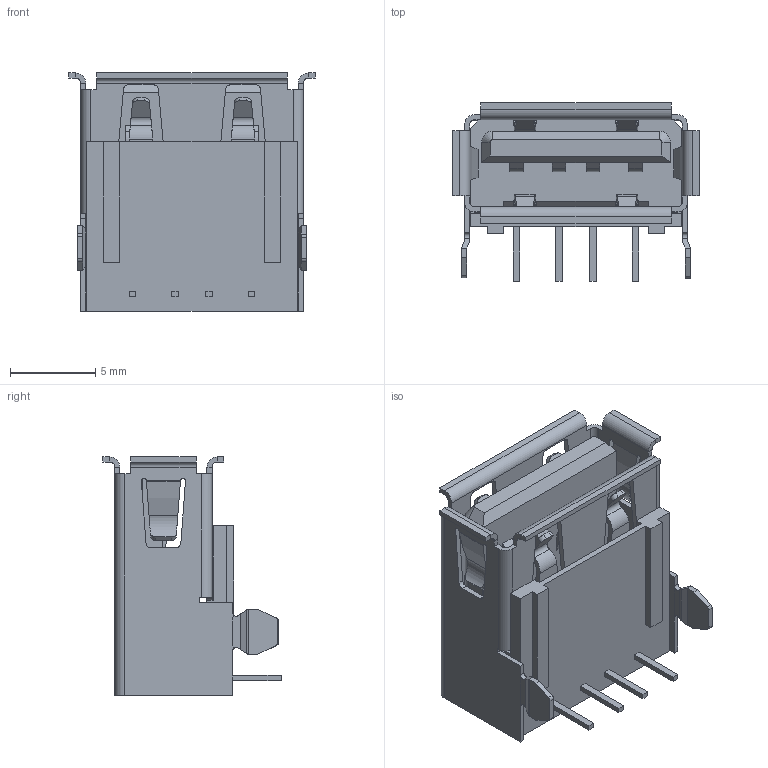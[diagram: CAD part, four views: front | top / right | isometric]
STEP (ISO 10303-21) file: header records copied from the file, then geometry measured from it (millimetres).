
FILE_DESCRIPTION((''),'2;1');
FILE_NAME('87520-3010APLF_SW0001','2009-06-24T',('smani'),('FCI - ELX Division'),'PRO/ENGINEER BY PARAMETRIC TECHNOLOGY CORPORATION, 2008010','PRO/ENGINEER BY PARAMETRIC TECHNOLOGY CORPORATION, 2008010','');
FILE_SCHEMA(('CONFIG_CONTROL_DESIGN'));
Length unit declared in the file: millimetre
Products named in the file (1): 87520-3010APLF_SW0001
Bounding box: 14.5 x 10.48 x 14 mm (x, y, z)
Volume: 720.1 mm3; surface area: 1578.4 mm2
Topology: 1 solids, 1 shells, 357 faces, 971 edges, 616 vertices
Faces by surface type: plane 241, cylinder 114, cone 2
Entity records: 11406 total; most frequent: CARTESIAN_POINT 2385, ORIENTED_EDGE 1942, DIRECTION 1751, EDGE_CURVE 971, VECTOR 729, LINE 729, VERTEX_POINT 616, AXIS2_PLACEMENT_3D 511
